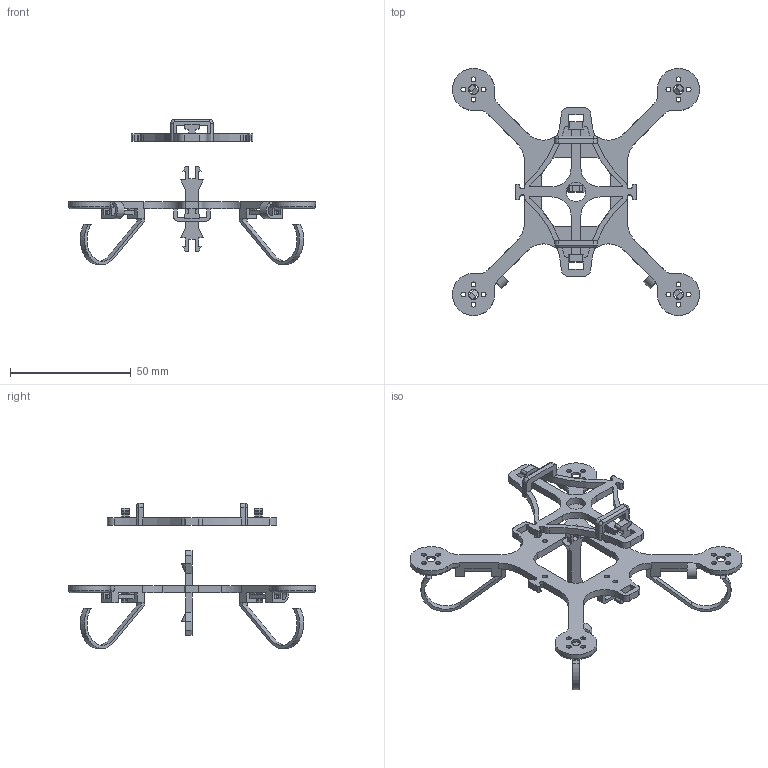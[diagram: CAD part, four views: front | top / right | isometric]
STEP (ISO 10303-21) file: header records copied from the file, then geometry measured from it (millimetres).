
FILE_DESCRIPTION(/* description */ (''),/* implementation_level */ '2;1');
FILE_NAME(/* name */ '7fb114ae-4a08-4645-b3a3-a91b371262a0.stp',/* time_stamp */ '2022-07-16T21:52:57Z',/* author */ (''),/* organization */ (''),/* preprocessor_version */ 'ST-DEVELOPER v19',/* originating_system */ 'Autodesk Translation Framework v11.7.0.108',/* authorisation */ '');
FILE_SCHEMA (('AUTOMOTIVE_DESIGN { 1 0 10303 214 3 1 1 }'));
Length unit declared in the file: millimetre
Products named in the file (4): DroneMEX_120mm-Improved; leg 1; Battery strap plate; clip
Assembly tree (6 placements, depth 2):
  DroneMEX_120mm-Improved
    leg 1  x4
    Battery strap plate
    clip
Bounding box: 102.25 x 102.25 x 60 mm (x, y, z)
Volume: 12752.5 mm3; surface area: 16782.6 mm2
Topology: 7 solids, 7 shells, 551 faces, 1621 edges, 1050 vertices
Faces by surface type: plane 316, cylinder 200, bspline 13, torus 12, sphere 6, cone 4
Full cylindrical faces by diameter (mm): 2 x22, 4 x4, 8 x1
Entity records: 17425 total; most frequent: CARTESIAN_POINT 3262, ORIENTED_EDGE 3006, DIRECTION 2943, EDGE_CURVE 1503, LINE 993, VECTOR 993, VERTEX_POINT 978, AXIS2_PLACEMENT_3D 975
